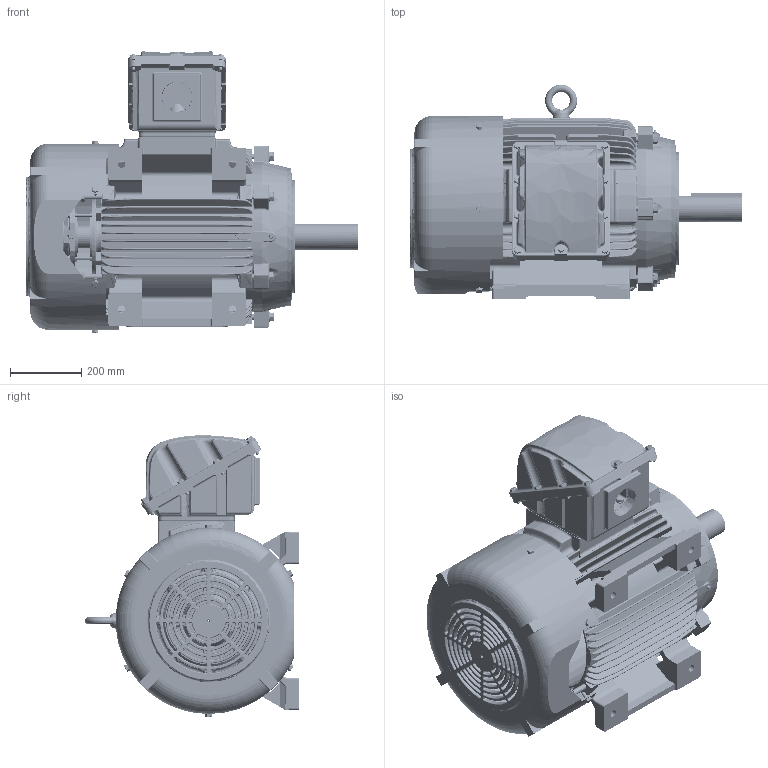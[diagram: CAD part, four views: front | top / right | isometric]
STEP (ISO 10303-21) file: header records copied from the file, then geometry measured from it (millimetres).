
FILE_DESCRIPTION(('CATIA V5 STEP Exchange'),'2;1');
FILE_NAME('31043A323--AEHHXF-404TC.stp','2018-01-25T06:42:10+00:00',('none'),('none'),'Version 5-6 Release 2012','CATIA V5 STEP AP203','none');
FILE_SCHEMA(('CONFIG_CONTROL_DESIGN'));
Products named in the file (1): 31043A323--AEHHXF-404TC
Bounding box: 931.92 x 602 x 790.07 mm (x, y, z)
Volume: 40406107.7 mm3; surface area: 5958409.2 mm2
Topology: 10 solids, 46 shells, 10556 faces, 27488 edges, 16168 vertices
Faces by surface type: bspline 3298, cylinder 2424, plane 1779, torus 1265, cone 1155, sphere 593, revolution 42
Entity records: 433322 total; most frequent: CARTESIAN_POINT 225328, ORIENTED_EDGE 53020, DIRECTION 27576, EDGE_CURVE 26510, VERTEX_POINT 16162, AXIS2_PLACEMENT_3D 14104, EDGE_LOOP 10944, ADVANCED_FACE 10556
